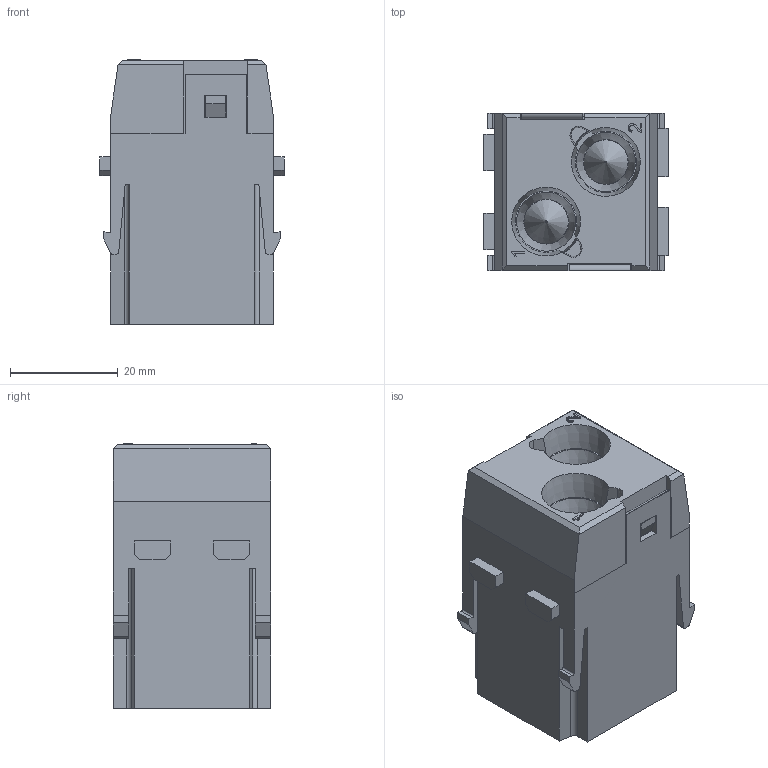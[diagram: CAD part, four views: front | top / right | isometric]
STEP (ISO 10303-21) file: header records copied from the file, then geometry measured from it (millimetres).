
FILE_DESCRIPTION(/* description */ (''),/* implementation_level */ '2;1');
FILE_NAME(/* name */ 'H2MK-002.1-M.stp',/* time_stamp */ '2023-02-08T23:52:28+08:00',/* author */ (''),/* organization */ (''),/* preprocessor_version */ 'ST-DEVELOPER v16',/* originating_system */ 'SIEMENS PLM Software NX 10.0',/* authorisation */ '');
FILE_SCHEMA (('AP203_CONFIGURATION_CONTROLLED_3D_DESIGN_OF_MECHANICAL_PARTS_AND_ASSEMBLIES_MIM_LF { 1 0 10303 403 2 1 2}'));
Length unit declared in the file: millimetre
Products named in the file (1): Admi0A2C26ACrokn
Bounding box: 34.3 x 29.3 x 49.23 mm (x, y, z)
Surface area: 28455.8 mm2 (no closed solid volume)
Topology: 0 solids, 1 shells, 544 faces, 1531 edges, 1002 vertices
Faces by surface type: plane 352, cylinder 98, cone 54, torus 16, extrusion 12, bspline 10, sphere 2
Full cylindrical faces by diameter (mm): 2.3 x3, 4 x2, 4.8 x2, 6.05 x2, 6.65 x2, 7.2 x4, 7.55 x2, 8 x2, 8.2 x2, 8.25 x4, 8.4 x2, 12 x2, 12.1 x2, 13 x2, 13.3 x2
Entity records: 29003 total; most frequent: CARTESIAN_POINT 15662, ORIENTED_EDGE 2774, DIRECTION 2578, EDGE_CURVE 1387, VERTEX_POINT 942, AXIS2_PLACEMENT_3D 861, VECTOR 856, LINE 844
